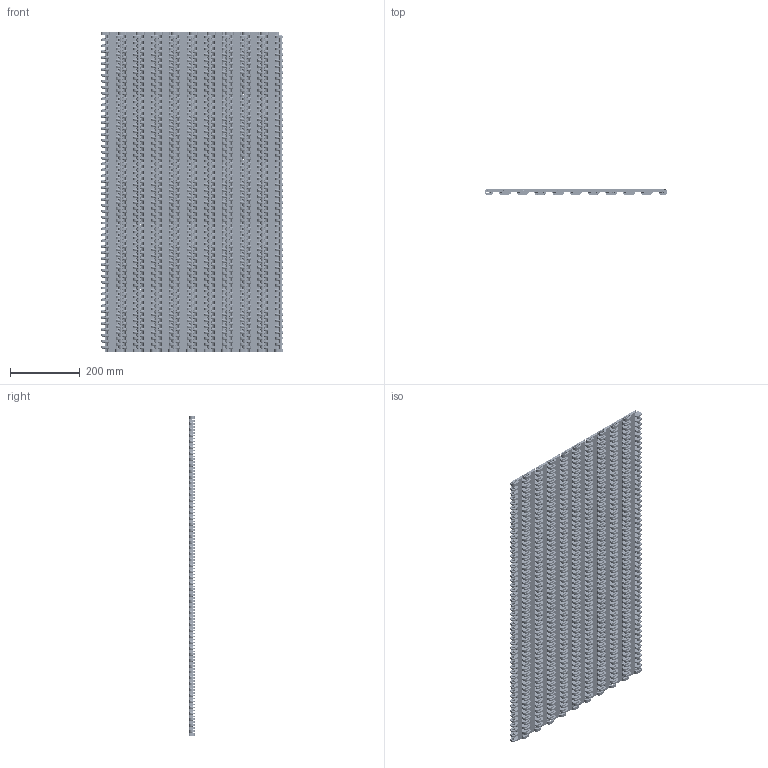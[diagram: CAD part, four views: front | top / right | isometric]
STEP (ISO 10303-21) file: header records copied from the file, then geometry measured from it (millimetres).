
FILE_DESCRIPTION (( 'STEP AP214' ), '1' );
FILE_NAME ('Rexnord-2015-WHT 2015 K-36.STEP', '2021-01-15T15:44:16', ( '' ), ( '' ), 'SwSTEP 2.0', 'SolidWorks 2020', '' );
FILE_SCHEMA (( 'AUTOMOTIVE_DESIGN' ));
Length unit declared in the file: inch
Products named in the file (4): Rexnord-2015-WHT 2015 K-36_2015_WHT; Rexnord-2015-WHT 2015 K-36; Rexnord-2015-WHT 2015 K-36_SP Location Left; Rexnord-2015-WHT 2015 K-36_Hinge Pin 2010
Assembly tree (20 placements, depth 2):
  Rexnord-2015-WHT 2015 K-36
    Rexnord-2015-WHT 2015 K-36_2015_WHT  x10
    Rexnord-2015-WHT 2015 K-36_Hinge Pin 2010  x10
  Rexnord-2015-WHT 2015 K-36_SP Location Left
Bounding box: 524.25 x 16 x 914.4 mm (x, y, z)
Volume: 4088771.5 mm3; surface area: 1983703.2 mm2
Topology: 20 solids, 20 shells, 21420 faces, 64120 edges, 42720 vertices
Faces by surface type: plane 11100, cylinder 6040, cone 4280
Entity records: 73875 total; most frequent: CARTESIAN_POINT 14121, ORIENTED_EDGE 12824, DIRECTION 12806, EDGE_CURVE 6412, AXIS2_PLACEMENT_3D 4653, VERTEX_POINT 4272, VECTOR 3500, LINE 3500
